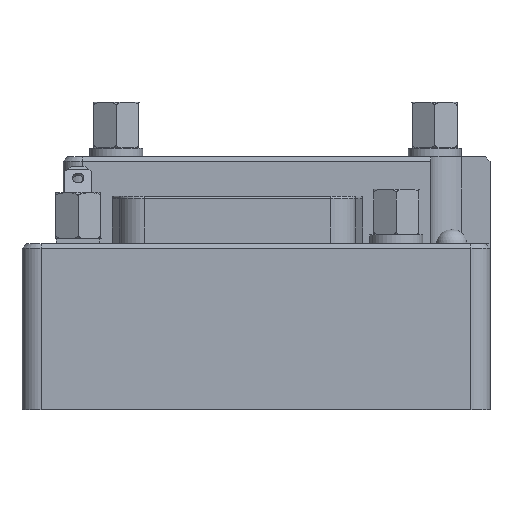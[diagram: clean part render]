
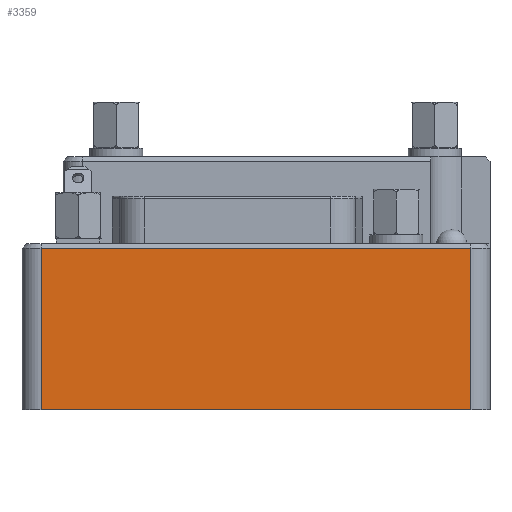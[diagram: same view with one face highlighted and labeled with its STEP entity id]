
A CAD part, left-side view. The second image highlights one B-rep face of the part: STEP entity #3359.
In plain terms, the highlighted planar face has unit normal (-1, 0, 0).
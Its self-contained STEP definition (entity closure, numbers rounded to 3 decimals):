
#2420=FACE_OUTER_BOUND('',#5601,.T.);
#3359=ADVANCED_FACE('',(#2420),#4179,.T.);
#4179=PLANE('',#16841);
#5601=EDGE_LOOP('',(#6958,#6959,#6960,#6961));
#6958=ORIENTED_EDGE('',*,*,#12043,.T.);
#6959=ORIENTED_EDGE('',*,*,#12044,.T.);
#6960=ORIENTED_EDGE('',*,*,#12045,.T.);
#6961=ORIENTED_EDGE('',*,*,#12041,.T.);
#10650=VERTEX_POINT('',#22930);
#10651=VERTEX_POINT('',#22932);
#10652=VERTEX_POINT('',#22936);
#10653=VERTEX_POINT('',#22938);
#12041=EDGE_CURVE('',#10651,#10650,#13906,.T.);
#12043=EDGE_CURVE('',#10650,#10652,#13907,.T.);
#12044=EDGE_CURVE('',#10652,#10653,#13908,.T.);
#12045=EDGE_CURVE('',#10653,#10651,#13909,.T.);
#13906=LINE('',#22931,#15373);
#13907=LINE('',#22935,#15374);
#13908=LINE('',#22937,#15375);
#13909=LINE('',#22939,#15376);
#15373=VECTOR('',#18429,1.);
#15374=VECTOR('',#18434,1.);
#15375=VECTOR('',#18435,1.);
#15376=VECTOR('',#18436,1.);
#16841=AXIS2_PLACEMENT_3D('',#22940,#18437,#18438);
#18429=DIRECTION('',(0.,-1.,0.));
#18434=DIRECTION('',(0.,0.,1.));
#18435=DIRECTION('',(0.,1.,0.));
#18436=DIRECTION('',(0.,0.,-1.));
#18437=DIRECTION('',(-1.,0.,0.));
#18438=DIRECTION('',(0.,0.,1.));
#22930=CARTESIAN_POINT('',(0.,2.,0.));
#22931=CARTESIAN_POINT('',(0.,24.5,0.));
#22932=CARTESIAN_POINT('',(0.,47.,0.));
#22935=CARTESIAN_POINT('',(0.,2.,0.));
#22936=CARTESIAN_POINT('',(0.,2.,16.9));
#22937=CARTESIAN_POINT('',(0.,47.,16.9));
#22938=CARTESIAN_POINT('',(0.,47.,16.9));
#22939=CARTESIAN_POINT('',(0.,47.,0.));
#22940=CARTESIAN_POINT('',(0.,24.5,0.));
